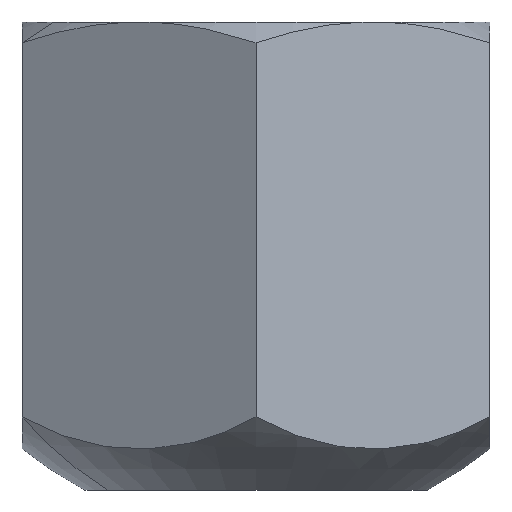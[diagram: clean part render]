
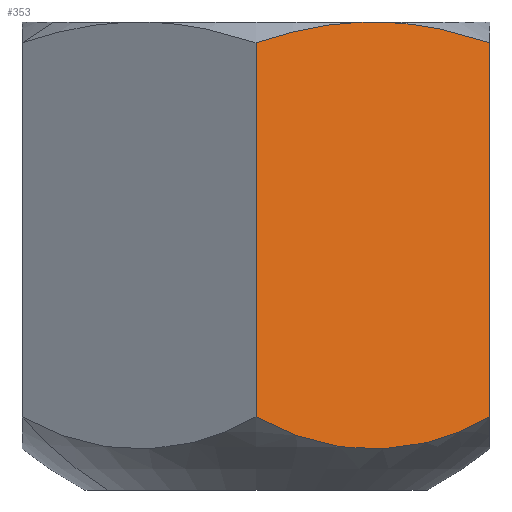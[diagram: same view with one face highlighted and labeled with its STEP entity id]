
A CAD part, front view. The second image highlights one B-rep face of the part: STEP entity #353.
In plain terms, the highlighted planar face has unit normal (0.5, -0.866, 0).
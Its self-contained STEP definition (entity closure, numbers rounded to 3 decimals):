
#153=VERTEX_POINT('',#400);
#159=EDGE_CURVE('',#215,#291,#406,.T.);
#211=EDGE_CURVE('',#153,#351,#466,.T.);
#215=VERTEX_POINT('',#470);
#251=EDGE_CURVE('',#291,#263,#511,.T.);
#263=VERTEX_POINT('',#526);
#291=VERTEX_POINT('',#555);
#299=VERTEX_POINT('',#563);
#319=EDGE_CURVE('',#263,#153,#584,.T.);
#343=EDGE_CURVE('',#299,#351,#611,.T.);
#351=VERTEX_POINT('',#619);
#353=ADVANCED_FACE('',(#621),#622,.T.);
#367=EDGE_CURVE('',#299,#215,#637,.T.);
#400=CARTESIAN_POINT('',(6.859,-13.34,30.0));
#406=LINE('',#695,#696);
#466=(B_SPLINE_CURVE(2,(#837,#838,#839),.UNSPECIFIED.,.F.,.F.)B_SPLINE_CURVE_WITH_KNOTS((3,3),(0.0,10.155),.UNSPECIFIED.)RATIONAL_B_SPLINE_CURVE((1.0,1.076,1.089))BOUNDED_CURVE()REPRESENTATION_ITEM('')GEOMETRIC_REPRESENTATION_ITEM()CURVE());
#470=CARTESIAN_POINT('',(14.982,-8.65,4.681));
#511=(B_SPLINE_CURVE(2,(#904,#905,#906),.UNSPECIFIED.,.F.,.F.)B_SPLINE_CURVE_WITH_KNOTS((3,3),(14.085,24.24),.UNSPECIFIED.)RATIONAL_B_SPLINE_CURVE((1.089,1.076,1.0))BOUNDED_CURVE()REPRESENTATION_ITEM('')GEOMETRIC_REPRESENTATION_ITEM()CURVE());
#526=CARTESIAN_POINT('',(8.123,-12.61,30.0));
#555=CARTESIAN_POINT('',(14.982,-8.65,28.672));
#563=CARTESIAN_POINT('',(0.,-17.3,4.681));
#584=LINE('',#1081,#1082);
#611=LINE('',#1144,#1145);
#619=CARTESIAN_POINT('',(0.,-17.3,28.672));
#621=FACE_OUTER_BOUND('',#1158,.T.);
#622=PLANE('',#1159);
#637=B_SPLINE_CURVE_WITH_KNOTS('',3,(#1188,#1189,#1190,#1191,#1192,#1193,#1194,#1195,#1196,#1197,#1198,#1199,#1200,#1201,#1202,#1203,#1204,#1205,#1206,#1207,#1208,#1209,#1210),.UNSPECIFIED.,.F.,.F.,(4,2,2,2,2,3,2,2,2,2,4),(-8.486,-8.242,-6.181,-4.121,-2.06,0.0,2.06,4.121,6.181,8.242,8.486),.UNSPECIFIED.);
#695=CARTESIAN_POINT('',(14.982,-8.65,0.0));
#696=VECTOR('',#1228,1.0);
#837=CARTESIAN_POINT('',(6.859,-13.34,30.0));
#838=CARTESIAN_POINT('',(3.674,-15.179,29.897));
#839=CARTESIAN_POINT('',(0.,-17.3,28.672));
#904=CARTESIAN_POINT('',(14.982,-8.65,28.672));
#905=CARTESIAN_POINT('',(11.308,-10.771,29.897));
#906=CARTESIAN_POINT('',(8.123,-12.61,30.0));
#1081=CARTESIAN_POINT('',(0.,-17.3,30.0));
#1082=VECTOR('',#1434,1.0);
#1144=CARTESIAN_POINT('',(0.,-17.3,0.0));
#1145=VECTOR('',#1465,1.0);
#1158=EDGE_LOOP('',(#1471,#1472,#1473,#1474,#1475,#1476));
#1159=AXIS2_PLACEMENT_3D('',#1477,#1478,#1479);
#1188=CARTESIAN_POINT('',(0.,-17.3,4.681));
#1189=CARTESIAN_POINT('',(0.064,-17.263,4.644));
#1190=CARTESIAN_POINT('',(0.128,-17.226,4.608));
#1191=CARTESIAN_POINT('',(0.727,-16.88,4.273));
#1192=CARTESIAN_POINT('',(1.3,-16.549,3.992));
#1193=CARTESIAN_POINT('',(2.495,-15.859,3.499));
#1194=CARTESIAN_POINT('',(3.117,-15.501,3.286));
#1195=CARTESIAN_POINT('',(4.376,-14.773,2.947));
#1196=CARTESIAN_POINT('',(5.015,-14.405,2.821));
#1197=CARTESIAN_POINT('',(6.275,-13.677,2.656));
#1198=CARTESIAN_POINT('',(6.896,-13.318,2.618));
#1199=CARTESIAN_POINT('',(7.491,-12.975,2.618));
#1200=CARTESIAN_POINT('',(8.086,-12.632,2.618));
#1201=CARTESIAN_POINT('',(8.707,-12.273,2.656));
#1202=CARTESIAN_POINT('',(9.967,-11.545,2.821));
#1203=CARTESIAN_POINT('',(10.606,-11.177,2.947));
#1204=CARTESIAN_POINT('',(11.866,-10.449,3.286));
#1205=CARTESIAN_POINT('',(12.487,-10.091,3.499));
#1206=CARTESIAN_POINT('',(13.682,-9.401,3.992));
#1207=CARTESIAN_POINT('',(14.255,-9.07,4.273));
#1208=CARTESIAN_POINT('',(14.854,-8.724,4.608));
#1209=CARTESIAN_POINT('',(14.918,-8.687,4.644));
#1210=CARTESIAN_POINT('',(14.982,-8.65,4.681));
#1228=DIRECTION('',(0.0,0.0,1.0));
#1434=DIRECTION('',(-0.866,-0.5,0.0));
#1465=DIRECTION('',(0.0,0.0,1.0));
#1471=ORIENTED_EDGE('',*,*,#367,.T.);
#1472=ORIENTED_EDGE('',*,*,#159,.T.);
#1473=ORIENTED_EDGE('',*,*,#251,.T.);
#1474=ORIENTED_EDGE('',*,*,#319,.T.);
#1475=ORIENTED_EDGE('',*,*,#211,.T.);
#1476=ORIENTED_EDGE('',*,*,#343,.F.);
#1477=CARTESIAN_POINT('',(14.982,-8.65,0.0));
#1478=DIRECTION('',(0.5,-0.866,0.0));
#1479=DIRECTION('',(0.0,0.0,-1.0));
